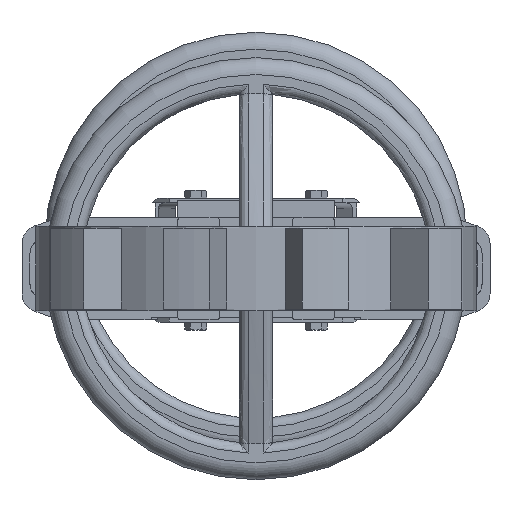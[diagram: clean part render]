
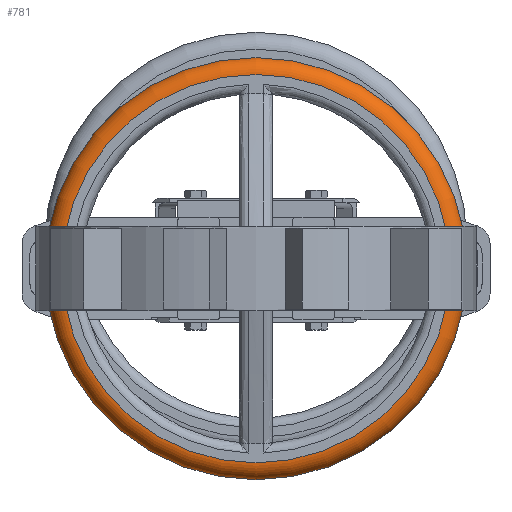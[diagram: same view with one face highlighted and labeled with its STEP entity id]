
A CAD part, front view. The second image highlights one B-rep face of the part: STEP entity #781.
In plain terms, the highlighted toroidal (fillet/blend) face has major radius 161 mm and minor radius 14 mm.
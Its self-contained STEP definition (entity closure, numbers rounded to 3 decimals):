
#781 = ADVANCED_FACE( '', ( #2254, #2255 ), #2256, .T. );
#2254 = FACE_OUTER_BOUND( '', #4617, .T. );
#2255 = FACE_OUTER_BOUND( '', #4618, .T. );
#2256 = TOROIDAL_SURFACE( '', #4619, 161., 14. );
#4617 = EDGE_LOOP( '', ( #7739 ) );
#4618 = EDGE_LOOP( '', ( #7740 ) );
#4619 = AXIS2_PLACEMENT_3D( '', #7741, #7742, #7743 );
#7739 = ORIENTED_EDGE( '', *, *, #15031, .F. );
#7740 = ORIENTED_EDGE( '', *, *, #15032, .F. );
#7741 = CARTESIAN_POINT( '', ( 0., 60., 0. ) );
#7742 = DIRECTION( '', ( 0., 1., 0. ) );
#7743 = DIRECTION( '', ( 0., 0., 1. ) );
#15031 = EDGE_CURVE( '', #17666, #17666, #17667, .T. );
#15032 = EDGE_CURVE( '', #17668, #17668, #17669, .F. );
#17666 = VERTEX_POINT( '', #21989 );
#17667 = CIRCLE( '', #21990, 175. );
#17668 = VERTEX_POINT( '', #21991 );
#17669 = CIRCLE( '', #21992, 161. );
#21989 = CARTESIAN_POINT( '', ( 0., 60., 175. ) );
#21990 = AXIS2_PLACEMENT_3D( '', #32156, #32157, #32158 );
#21991 = CARTESIAN_POINT( '', ( 0., 46., 161. ) );
#21992 = AXIS2_PLACEMENT_3D( '', #32159, #32160, #32161 );
#32156 = CARTESIAN_POINT( '', ( 0., 60., 0. ) );
#32157 = DIRECTION( '', ( 0., 1., 0. ) );
#32158 = DIRECTION( '', ( 0., 0., 1. ) );
#32159 = CARTESIAN_POINT( '', ( 0., 46., 0. ) );
#32160 = DIRECTION( '', ( 0., 1., 0. ) );
#32161 = DIRECTION( '', ( 0., 0., 1. ) );
